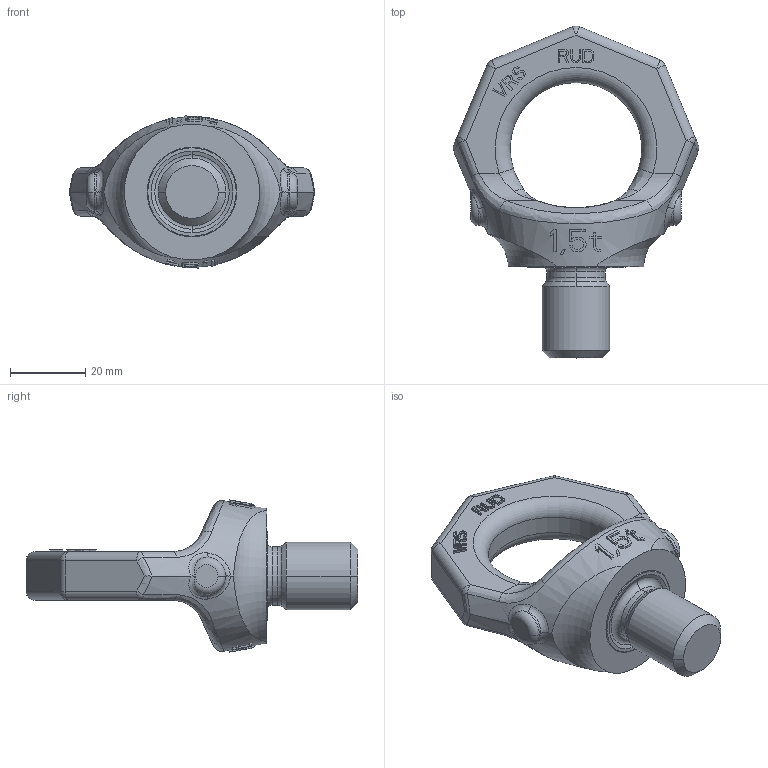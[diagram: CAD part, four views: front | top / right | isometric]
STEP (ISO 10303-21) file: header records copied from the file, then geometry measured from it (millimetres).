
FILE_DESCRIPTION((''),'2;1');
FILE_NAME('001-M13141-P-10_ASM','2017-01-23T',('Andreas.Wendler'),(''),'PRO/ENGINEER BY PARAMETRIC TECHNOLOGY CORPORATION, 2011490','PRO/ENGINEER BY PARAMETRIC TECHNOLOGY CORPORATION, 2011490','');
FILE_SCHEMA(('CONFIG_CONTROL_DESIGN'));
Length unit declared in the file: millimetre
Products named in the file (3): 001-M35307-P-1; 001-M13141-P-1; 001-M13141-P-10_ASM
Assembly tree (2 placements, depth 2):
  001-M13141-P-10_ASM
    001-M35307-P-1
    001-M13141-P-1
Bounding box: 65.23 x 88.24 x 40.42 mm (x, y, z)
Volume: 43697.9 mm3; surface area: 14192.2 mm2
Topology: 2 solids, 2 shells, 540 faces, 1463 edges, 948 vertices
Faces by surface type: plane 426, bspline 46, cylinder 32, torus 14, sphere 14, cone 8
Entity records: 19832 total; most frequent: CARTESIAN_POINT 6981, ORIENTED_EDGE 2926, DIRECTION 2209, EDGE_CURVE 1463, VECTOR 967, LINE 967, VERTEX_POINT 948, AXIS2_PLACEMENT_3D 621
